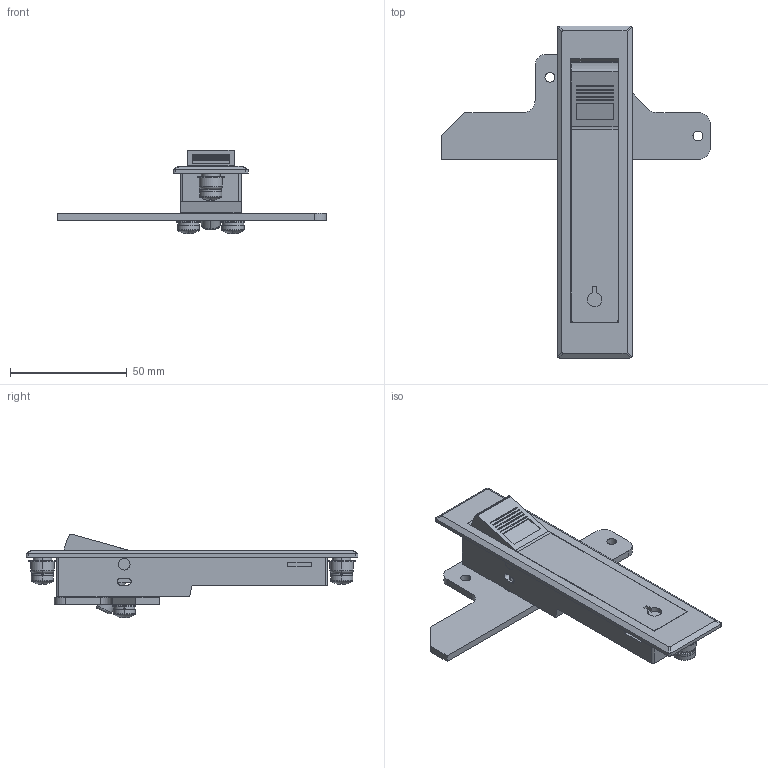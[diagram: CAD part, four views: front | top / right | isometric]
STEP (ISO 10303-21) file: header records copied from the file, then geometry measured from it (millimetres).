
FILE_DESCRIPTION (( 'STEP AP203' ), '1' );
FILE_NAME ('sone3D.STEP', '2013-08-02T02:37:04', ( '' ), ( '' ), 'SwSTEP 2.0', 'SolidWorks 2012', '' );
FILE_SCHEMA (( 'CONFIG_CONTROL_DESIGN' ));
Length unit declared in the file: millimetre
Products named in the file (9): A-1251-1シャフト_; A-1251-1ハンドル_; A-1251-1本体_; sone3D; スプリングワッシャーM5_JIS B 1251 No.2 5; 暯儚僢僔儍乕M5彫宆娵_M5亊冇10亊t0.8; 廫帤寠晅側傋偹偠M5_M5亊6; A-1251-1止め金_; A-1251-1おわん_
Assembly tree (16 placements, depth 2):
  sone3D
    A-1251-1本体_
    A-1251-1ハンドル_
    A-1251-1シャフト_
    A-1251-1おわん_  x2
    A-1251-1止め金_
    廫帤寠晅側傋偹偠M5_M5亊6  x4
    暯儚僢僔儍乕M5彫宆娵_M5亊冇10亊t0.8  x2
    スプリングワッシャーM5_JIS B 1251 No.2 5  x4
Bounding box: 115 x 142 x 35.75 mm (x, y, z)
Volume: 49077.6 mm3; surface area: 35833 mm2
Topology: 16 solids, 16 shells, 439 faces, 1113 edges, 714 vertices
Faces by surface type: plane 229, cylinder 152, cone 24, torus 18, sphere 12, bspline 4
Entity records: 11075 total; most frequent: CARTESIAN_POINT 2310, DIRECTION 1620, ORIENTED_EDGE 1582, EDGE_CURVE 791, AXIS2_PLACEMENT_3D 581, VERTEX_POINT 515, LINE 458, VECTOR 458
